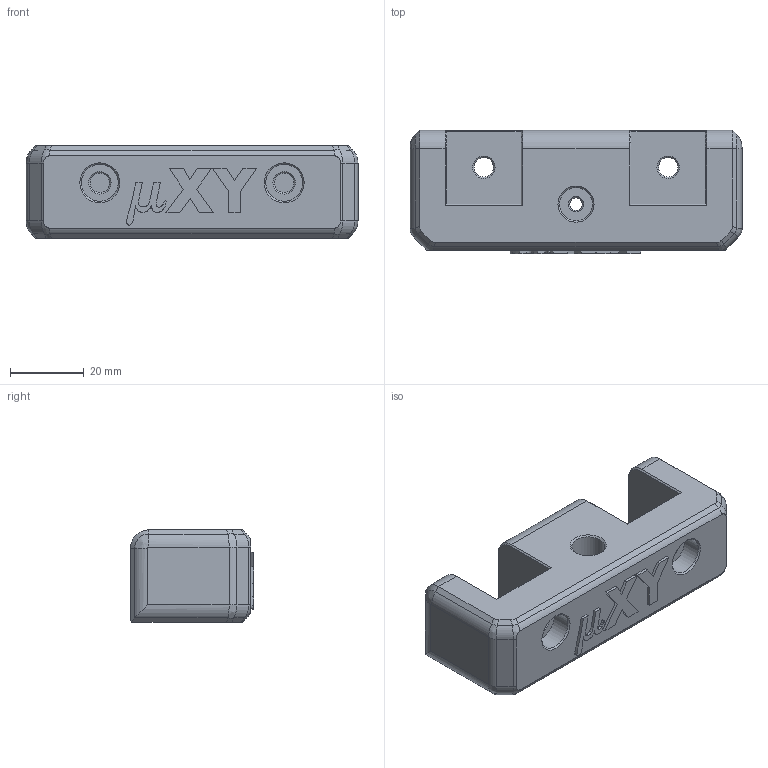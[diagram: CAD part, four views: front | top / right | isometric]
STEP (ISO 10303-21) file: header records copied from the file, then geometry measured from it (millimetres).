
FILE_DESCRIPTION(/* description */ (''),/* implementation_level */ '2;1');
FILE_NAME(/* name */ 'A-Front_Bed_Mount-B.stp',/* time_stamp */ '2020-12-31T14:00:08-08:00',/* author */ (''),/* organization */ (''),/* preprocessor_version */ 'ST-DEVELOPER v18.1',/* originating_system */ 'Autodesk Translation Framework v9.7.0.1280',/* authorisation */ '');
FILE_SCHEMA (('AUTOMOTIVE_DESIGN { 1 0 10303 214 3 1 1 }'));
Length unit declared in the file: millimetre
Products named in the file (1): front_bed_mount_proud_text
Bounding box: 90 x 33.4 x 25 mm (x, y, z)
Volume: 53091.6 mm3; surface area: 13849.3 mm2
Topology: 1 solids, 1 shells, 172 faces, 426 edges, 264 vertices
Faces by surface type: plane 77, bspline 41, cylinder 35, cone 19
Full cylindrical faces by diameter (mm): 3.4 x1, 5.3 x4, 9 x1, 10 x2
Entity records: 5504 total; most frequent: CARTESIAN_POINT 1566, ORIENTED_EDGE 852, DIRECTION 719, EDGE_CURVE 426, VERTEX_POINT 264, LINE 263, VECTOR 263, AXIS2_PLACEMENT_3D 228
